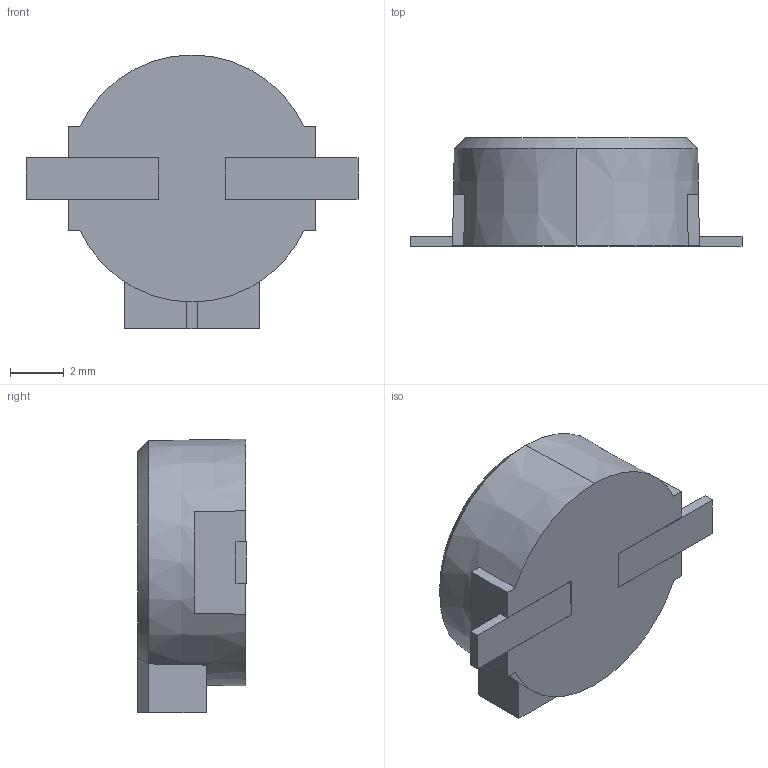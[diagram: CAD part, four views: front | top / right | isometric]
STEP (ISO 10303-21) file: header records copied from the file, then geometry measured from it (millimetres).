
FILE_DESCRIPTION (( 'STEP AP214' ), '1' );
FILE_NAME ('CircuitWorks-BUZZER (SPEAKER) SMD.STEP', '2018-12-14T16:30:28', ( '' ), ( '' ), 'SwSTEP 2.0', 'SolidWorks 2018', '' );
FILE_SCHEMA (( 'AUTOMOTIVE_DESIGN' ));
Length unit declared in the file: millimetre
Products named in the file (1): CircuitWorks-BUZZER (SPEAKER) SMD
Bounding box: 12.3 x 4.02 x 10.15 mm (x, y, z)
Volume: 263.5 mm3; surface area: 323.2 mm2
Topology: 1 solids, 1 shells, 43 faces, 116 edges, 76 vertices
Faces by surface type: plane 40, cone 3
Entity records: 1381 total; most frequent: CARTESIAN_POINT 272, ORIENTED_EDGE 232, DIRECTION 207, EDGE_CURVE 116, LINE 93, VECTOR 93, VERTEX_POINT 76, AXIS2_PLACEMENT_3D 57
